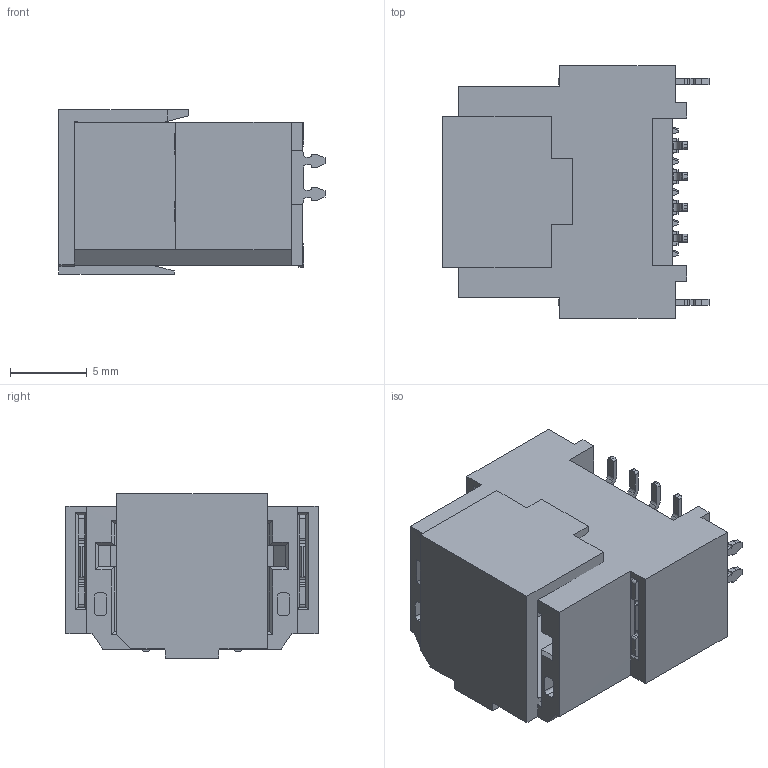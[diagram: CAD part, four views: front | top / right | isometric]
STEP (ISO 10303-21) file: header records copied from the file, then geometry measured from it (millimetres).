
FILE_DESCRIPTION( ('This file contains a STEP AP42 implementation' ,'as created by ZW3D STEP Interface translator.') ,'2;1' );
FILE_NAME( '72025-2MM008FBSNBR1.step' ,'23 7 7. 93857', (''), ('ZWCAD Software Co.'), 'Version 1.0', 'ZW3D to STEP translator', '' );
FILE_SCHEMA(('CONFIG_CONTROL_DESIGN'));
Length unit declared in the file: millimetre
Products named in the file (1): 0
Bounding box: 17.3 x 16.4 x 10.7 mm (x, y, z)
Volume: 1240.3 mm3; surface area: 2750.4 mm2
Topology: 2 solids, 2 shells, 1014 faces, 2906 edges, 1907 vertices
Faces by surface type: plane 745, cylinder 249, bspline 18, cone 2
Entity records: 33268 total; most frequent: CARTESIAN_POINT 6491, ORIENTED_EDGE 5812, DIRECTION 5276, EDGE_CURVE 2906, VECTOR 2368, LINE 2368, VERTEX_POINT 1907, AXIS2_PLACEMENT_3D 1454
